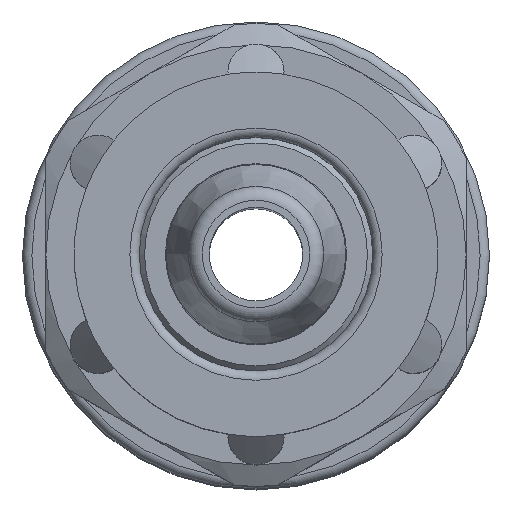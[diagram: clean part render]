
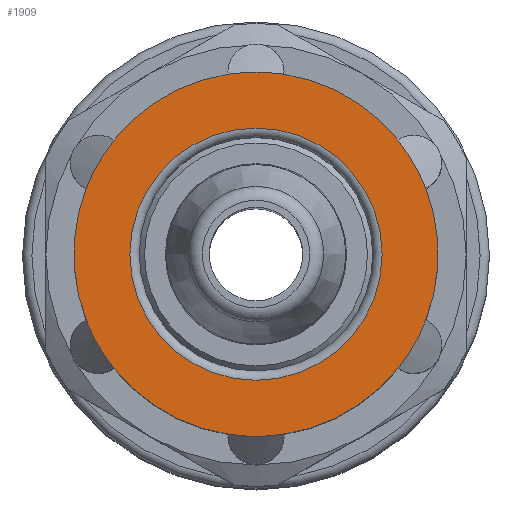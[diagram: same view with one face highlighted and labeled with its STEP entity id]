
A CAD part, top view. The second image highlights one B-rep face of the part: STEP entity #1909.
In plain terms, the highlighted planar face has unit normal (0, 0, 1).
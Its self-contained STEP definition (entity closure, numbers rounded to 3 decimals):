
#39=PLANE('',#2095);
#444=ORIENTED_EDGE('',*,*,#621,.T.);
#445=ORIENTED_EDGE('',*,*,#622,.F.);
#446=ORIENTED_EDGE('',*,*,#590,.T.);
#447=ORIENTED_EDGE('',*,*,#623,.F.);
#448=ORIENTED_EDGE('',*,*,#585,.T.);
#449=ORIENTED_EDGE('',*,*,#624,.F.);
#450=ORIENTED_EDGE('',*,*,#606,.T.);
#451=ORIENTED_EDGE('',*,*,#625,.F.);
#452=ORIENTED_EDGE('',*,*,#602,.T.);
#453=ORIENTED_EDGE('',*,*,#626,.F.);
#454=ORIENTED_EDGE('',*,*,#598,.T.);
#455=ORIENTED_EDGE('',*,*,#627,.F.);
#456=ORIENTED_EDGE('',*,*,#594,.T.);
#585=EDGE_CURVE('',#709,#710,#803,.T.);
#590=EDGE_CURVE('',#712,#711,#804,.T.);
#594=EDGE_CURVE('',#714,#713,#805,.T.);
#598=EDGE_CURVE('',#716,#715,#806,.T.);
#602=EDGE_CURVE('',#718,#717,#807,.T.);
#606=EDGE_CURVE('',#720,#719,#808,.T.);
#621=EDGE_CURVE('',#733,#733,#821,.T.);
#622=EDGE_CURVE('',#712,#713,#822,.T.);
#623=EDGE_CURVE('',#709,#711,#823,.T.);
#624=EDGE_CURVE('',#720,#710,#824,.T.);
#625=EDGE_CURVE('',#718,#719,#825,.T.);
#626=EDGE_CURVE('',#716,#717,#826,.T.);
#627=EDGE_CURVE('',#714,#715,#827,.T.);
#709=VERTEX_POINT('',#2891);
#710=VERTEX_POINT('',#2892);
#711=VERTEX_POINT('',#2905);
#712=VERTEX_POINT('',#2909);
#713=VERTEX_POINT('',#2921);
#714=VERTEX_POINT('',#2925);
#715=VERTEX_POINT('',#2937);
#716=VERTEX_POINT('',#2941);
#717=VERTEX_POINT('',#2953);
#718=VERTEX_POINT('',#2957);
#719=VERTEX_POINT('',#2969);
#720=VERTEX_POINT('',#2973);
#733=VERTEX_POINT('',#3022);
#803=CIRCLE('',#2053,3.9);
#804=CIRCLE('',#2056,3.9);
#805=CIRCLE('',#2059,3.9);
#806=CIRCLE('',#2062,3.9);
#807=CIRCLE('',#2065,3.9);
#808=CIRCLE('',#2068,3.9);
#821=CIRCLE('',#2094,2.7);
#822=CIRCLE('',#2096,3.9);
#823=CIRCLE('',#2097,3.9);
#824=CIRCLE('',#2098,3.9);
#825=CIRCLE('',#2099,3.9);
#826=CIRCLE('',#2100,3.9);
#827=CIRCLE('',#2101,3.9);
#959=EDGE_LOOP('',(#444));
#960=EDGE_LOOP('',(#445,#446,#447,#448,#449,#450,#451,#452,#453,#454,#455,
#456));
#1103=FACE_BOUND('',#959,.T.);
#1104=FACE_BOUND('',#960,.T.);
#1909=ADVANCED_FACE('',(#1103,#1104),#39,.T.);
#2053=AXIS2_PLACEMENT_3D('',#2890,#2385,#2386);
#2056=AXIS2_PLACEMENT_3D('',#2908,#2394,#2395);
#2059=AXIS2_PLACEMENT_3D('',#2924,#2402,#2403);
#2062=AXIS2_PLACEMENT_3D('',#2940,#2410,#2411);
#2065=AXIS2_PLACEMENT_3D('',#2956,#2418,#2419);
#2068=AXIS2_PLACEMENT_3D('',#2972,#2426,#2427);
#2094=AXIS2_PLACEMENT_3D('',#3021,#2479,#2480);
#2095=AXIS2_PLACEMENT_3D('',#3023,#2481,#2482);
#2096=AXIS2_PLACEMENT_3D('',#3024,#2483,#2484);
#2097=AXIS2_PLACEMENT_3D('',#3025,#2485,#2486);
#2098=AXIS2_PLACEMENT_3D('',#3026,#2487,#2488);
#2099=AXIS2_PLACEMENT_3D('',#3027,#2489,#2490);
#2100=AXIS2_PLACEMENT_3D('',#3028,#2491,#2492);
#2101=AXIS2_PLACEMENT_3D('',#3029,#2493,#2494);
#2385=DIRECTION('',(0.,0.,1.));
#2386=DIRECTION('',(1.,0.,0.));
#2394=DIRECTION('',(0.,0.,1.));
#2395=DIRECTION('',(1.,0.,0.));
#2402=DIRECTION('',(0.,0.,1.));
#2403=DIRECTION('',(1.,0.,0.));
#2410=DIRECTION('',(0.,0.,1.));
#2411=DIRECTION('',(1.,0.,0.));
#2418=DIRECTION('',(0.,0.,1.));
#2419=DIRECTION('',(1.,0.,0.));
#2426=DIRECTION('',(0.,0.,1.));
#2427=DIRECTION('',(1.,0.,0.));
#2479=DIRECTION('',(0.,0.,-1.));
#2480=DIRECTION('',(-1.,0.,0.));
#2481=DIRECTION('',(0.,0.,1.));
#2482=DIRECTION('',(1.,0.,0.));
#2483=DIRECTION('',(0.,0.,-1.));
#2484=DIRECTION('',(-1.,0.,0.));
#2485=DIRECTION('',(0.,0.,-1.));
#2486=DIRECTION('',(-1.,0.,0.));
#2487=DIRECTION('',(0.,0.,-1.));
#2488=DIRECTION('',(-1.,0.,0.));
#2489=DIRECTION('',(0.,0.,-1.));
#2490=DIRECTION('',(-1.,0.,0.));
#2491=DIRECTION('',(0.,0.,-1.));
#2492=DIRECTION('',(-1.,0.,0.));
#2493=DIRECTION('',(0.,0.,-1.));
#2494=DIRECTION('',(-1.,0.,0.));
#2890=CARTESIAN_POINT('',(0.,0.,30.855));
#2891=CARTESIAN_POINT('',(-3.637,1.409,30.855));
#2892=CARTESIAN_POINT('',(-3.637,-1.409,30.855));
#2905=CARTESIAN_POINT('',(-3.038,2.445,30.855));
#2908=CARTESIAN_POINT('',(0.,0.,30.855));
#2909=CARTESIAN_POINT('',(-0.598,3.854,30.855));
#2921=CARTESIAN_POINT('',(0.598,3.854,30.855));
#2924=CARTESIAN_POINT('',(0.,0.,30.855));
#2925=CARTESIAN_POINT('',(3.038,2.445,30.855));
#2937=CARTESIAN_POINT('',(3.637,1.409,30.855));
#2940=CARTESIAN_POINT('',(0.,0.,30.855));
#2941=CARTESIAN_POINT('',(3.637,-1.409,30.855));
#2953=CARTESIAN_POINT('',(3.038,-2.445,30.855));
#2956=CARTESIAN_POINT('',(0.,0.,30.855));
#2957=CARTESIAN_POINT('',(0.598,-3.854,30.855));
#2969=CARTESIAN_POINT('',(-0.598,-3.854,30.855));
#2972=CARTESIAN_POINT('',(0.,0.,30.855));
#2973=CARTESIAN_POINT('',(-3.038,-2.445,30.855));
#3021=CARTESIAN_POINT('',(0.,0.,30.855));
#3022=CARTESIAN_POINT('',(-2.7,0.,30.855));
#3023=CARTESIAN_POINT('',(0.,3.9,30.855));
#3024=CARTESIAN_POINT('',(0.,0.,30.855));
#3025=CARTESIAN_POINT('',(0.,0.,30.855));
#3026=CARTESIAN_POINT('',(0.,0.,30.855));
#3027=CARTESIAN_POINT('',(0.,0.,30.855));
#3028=CARTESIAN_POINT('',(0.,0.,30.855));
#3029=CARTESIAN_POINT('',(0.,0.,30.855));
